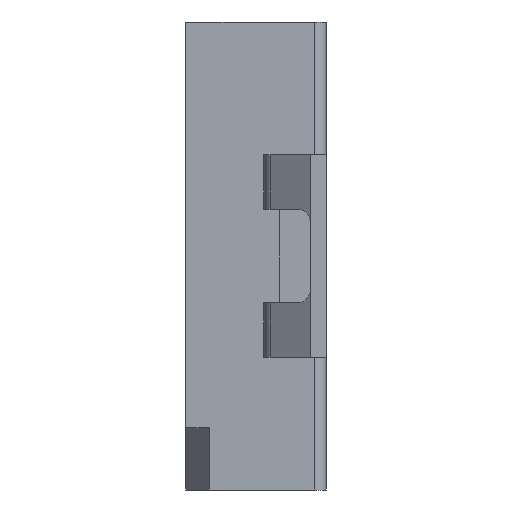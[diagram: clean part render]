
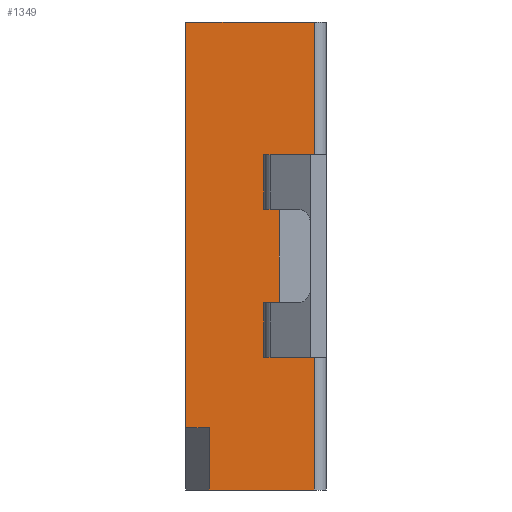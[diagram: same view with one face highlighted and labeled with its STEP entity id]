
A CAD part, left-side view. The second image highlights one B-rep face of the part: STEP entity #1349.
In plain terms, the highlighted planar face has unit normal (-1, 0, 0).
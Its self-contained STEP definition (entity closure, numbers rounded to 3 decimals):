
#38 = LINE ( 'NONE', #1201, #92 ) ;
#92 = VECTOR ( 'NONE', #916, 1000. ) ;
#124 = CARTESIAN_POINT ( 'NONE',  ( -2.4, 0.075, -1.5 ) ) ;
#137 = DIRECTION ( 'NONE',  ( 0., 0., 1. ) ) ;
#146 = VECTOR ( 'NONE', #383, 1000. ) ;
#155 = LINE ( 'NONE', #1220, #1374 ) ;
#202 = VECTOR ( 'NONE', #2741, 1000. ) ;
#208 = CARTESIAN_POINT ( 'NONE',  ( -2.4, 0.9, -1.1 ) ) ;
#211 = AXIS2_PLACEMENT_3D ( 'NONE', #3003, #1596, #1567 ) ;
#218 = CARTESIAN_POINT ( 'NONE',  ( -2.4, 0.3, -0.4 ) ) ;
#224 = LINE ( 'NONE', #3135, #146 ) ;
#227 = VECTOR ( 'NONE', #1051, 1000. ) ;
#291 = EDGE_CURVE ( 'NONE', #1786, #2766, #38, .T. ) ;
#352 = CARTESIAN_POINT ( 'NONE',  ( -2.4, 0.9, 1.5 ) ) ;
#383 = DIRECTION ( 'NONE',  ( 0., -1., 0. ) ) ;
#399 = EDGE_CURVE ( 'NONE', #570, #1192, #224, .T. ) ;
#427 = CARTESIAN_POINT ( 'NONE',  ( -2.4, 0.3, 0.4 ) ) ;
#526 = CARTESIAN_POINT ( 'NONE',  ( -2.4, 0.3, -0.4 ) ) ;
#535 = LINE ( 'NONE', #2308, #550 ) ;
#550 = VECTOR ( 'NONE', #2817, 1000. ) ;
#570 = VERTEX_POINT ( 'NONE', #427 ) ;
#619 = LINE ( 'NONE', #1388, #1723 ) ;
#641 = ORIENTED_EDGE ( 'NONE', *, *, #2715, .T. ) ;
#752 = ORIENTED_EDGE ( 'NONE', *, *, #2865, .F. ) ;
#779 = VERTEX_POINT ( 'NONE', #1242 ) ;
#846 = ORIENTED_EDGE ( 'NONE', *, *, #291, .T. ) ;
#870 = ORIENTED_EDGE ( 'NONE', *, *, #399, .T. ) ;
#872 = CARTESIAN_POINT ( 'NONE',  ( -2.4, 0.75, -1.1 ) ) ;
#892 = DIRECTION ( 'NONE',  ( 0., 0., 1. ) ) ;
#916 = DIRECTION ( 'NONE',  ( 0., 0., 1. ) ) ;
#955 = CARTESIAN_POINT ( 'NONE',  ( -2.4, 0.75, -1.5 ) ) ;
#957 = ORIENTED_EDGE ( 'NONE', *, *, #1154, .T. ) ;
#1024 = DIRECTION ( 'NONE',  ( 0., -1., 0. ) ) ;
#1051 = DIRECTION ( 'NONE',  ( 0., -1., 0. ) ) ;
#1154 = EDGE_CURVE ( 'NONE', #1180, #1786, #2535, .T. ) ;
#1180 = VERTEX_POINT ( 'NONE', #1409 ) ;
#1192 = VERTEX_POINT ( 'NONE', #1872 ) ;
#1201 = CARTESIAN_POINT ( 'NONE',  ( -2.4, 0.075, -1.5 ) ) ;
#1220 = CARTESIAN_POINT ( 'NONE',  ( -2.4, 0.75, -1.1 ) ) ;
#1242 = CARTESIAN_POINT ( 'NONE',  ( -2.4, 0.075, 1.5 ) ) ;
#1321 = EDGE_CURVE ( 'NONE', #570, #3195, #2313, .T. ) ;
#1329 = FACE_OUTER_BOUND ( 'NONE', #1928, .T. ) ;
#1349 = ADVANCED_FACE ( 'NONE', ( #1329 ), #2812, .F. ) ;
#1374 = VECTOR ( 'NONE', #1767, 1000. ) ;
#1388 = CARTESIAN_POINT ( 'NONE',  ( -2.4, 0.075, -1.5 ) ) ;
#1409 = CARTESIAN_POINT ( 'NONE',  ( -2.4, 0.75, -1.5 ) ) ;
#1449 = VECTOR ( 'NONE', #892, 1000. ) ;
#1544 = CARTESIAN_POINT ( 'NONE',  ( -2.4, 0.9, -1.5 ) ) ;
#1567 = DIRECTION ( 'NONE',  ( 0., 0., -1. ) ) ;
#1581 = LINE ( 'NONE', #955, #2680 ) ;
#1596 = DIRECTION ( 'NONE',  ( 1., 0., 0. ) ) ;
#1601 = VERTEX_POINT ( 'NONE', #352 ) ;
#1723 = VECTOR ( 'NONE', #137, 1000. ) ;
#1726 = EDGE_CURVE ( 'NONE', #1982, #2851, #155, .T. ) ;
#1767 = DIRECTION ( 'NONE',  ( 0., 1., 0. ) ) ;
#1786 = VERTEX_POINT ( 'NONE', #124 ) ;
#1872 = CARTESIAN_POINT ( 'NONE',  ( -2.4, 0.075, 0.4 ) ) ;
#1928 = EDGE_LOOP ( 'NONE', ( #846, #2867, #3133, #870, #641, #2370, #752, #2956, #2041, #957 ) ) ;
#1982 = VERTEX_POINT ( 'NONE', #872 ) ;
#2041 = ORIENTED_EDGE ( 'NONE', *, *, #2176, .F. ) ;
#2125 = EDGE_CURVE ( 'NONE', #3195, #2766, #2649, .T. ) ;
#2176 = EDGE_CURVE ( 'NONE', #1180, #1982, #1581, .T. ) ;
#2308 = CARTESIAN_POINT ( 'NONE',  ( -2.4, 0.9, 1.5 ) ) ;
#2313 = LINE ( 'NONE', #218, #202 ) ;
#2362 = EDGE_CURVE ( 'NONE', #1601, #779, #535, .T. ) ;
#2370 = ORIENTED_EDGE ( 'NONE', *, *, #2362, .F. ) ;
#2378 = CARTESIAN_POINT ( 'NONE',  ( -2.4, 0.075, -0.4 ) ) ;
#2433 = CARTESIAN_POINT ( 'NONE',  ( -2.4, 0.3, -0.4 ) ) ;
#2496 = LINE ( 'NONE', #1544, #1449 ) ;
#2535 = LINE ( 'NONE', #2691, #227 ) ;
#2649 = LINE ( 'NONE', #526, #2661 ) ;
#2661 = VECTOR ( 'NONE', #1024, 1000. ) ;
#2680 = VECTOR ( 'NONE', #3068, 1000. ) ;
#2691 = CARTESIAN_POINT ( 'NONE',  ( -2.4, 0.9, -1.5 ) ) ;
#2715 = EDGE_CURVE ( 'NONE', #1192, #779, #619, .T. ) ;
#2741 = DIRECTION ( 'NONE',  ( 0., 0., -1. ) ) ;
#2766 = VERTEX_POINT ( 'NONE', #2378 ) ;
#2812 = PLANE ( 'NONE',  #211 ) ;
#2817 = DIRECTION ( 'NONE',  ( 0., -1., 0. ) ) ;
#2851 = VERTEX_POINT ( 'NONE', #208 ) ;
#2865 = EDGE_CURVE ( 'NONE', #2851, #1601, #2496, .T. ) ;
#2867 = ORIENTED_EDGE ( 'NONE', *, *, #2125, .F. ) ;
#2956 = ORIENTED_EDGE ( 'NONE', *, *, #1726, .F. ) ;
#3003 = CARTESIAN_POINT ( 'NONE',  ( -2.4, 0.9, -1.5 ) ) ;
#3068 = DIRECTION ( 'NONE',  ( 0., 0., 1. ) ) ;
#3133 = ORIENTED_EDGE ( 'NONE', *, *, #1321, .F. ) ;
#3135 = CARTESIAN_POINT ( 'NONE',  ( -2.4, 0.3, 0.4 ) ) ;
#3195 = VERTEX_POINT ( 'NONE', #2433 ) ;
